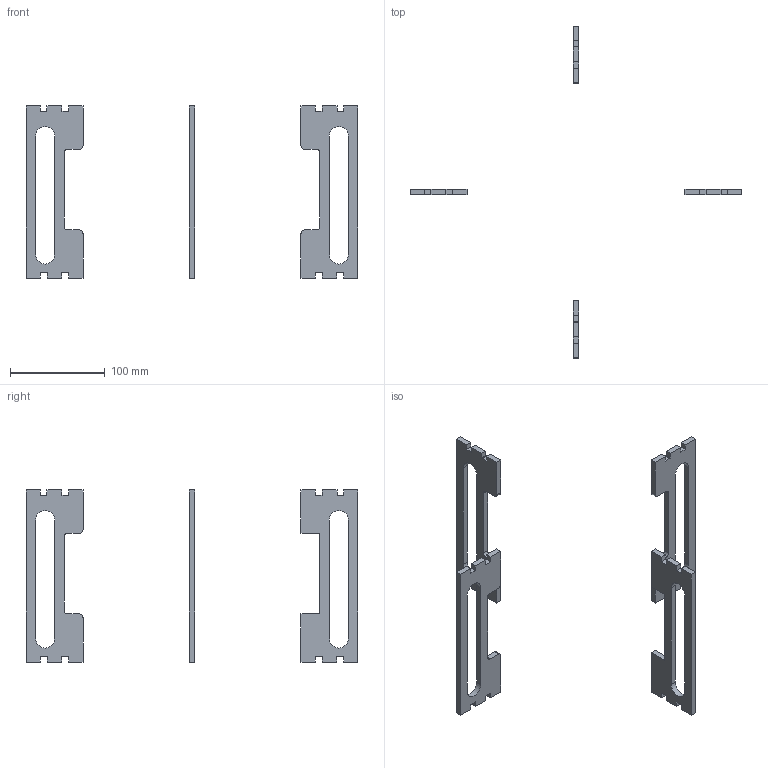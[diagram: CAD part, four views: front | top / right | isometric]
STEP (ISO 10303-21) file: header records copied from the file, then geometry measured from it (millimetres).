
FILE_DESCRIPTION(/* description */ (''),/* implementation_level */ '2;1');
FILE_NAME(/* name */ '',/* time_stamp */ '2025-02-10T18:11:29+03:00',/* author */ (''),/* organization */ (''),/* preprocessor_version */ 'ST-DEVELOPER v20',/* originating_system */ 'Autodesk Translation Framework v13.14.0.145',/* authorisation */ '');
FILE_SCHEMA (('AUTOMOTIVE_DESIGN { 1 0 10303 214 3 1 1 }'));
Length unit declared in the file: millimetre
Products named in the file (1): опорные балки
Bounding box: 350 x 350 x 182 mm (x, y, z)
Volume: 149492.3 mm3; surface area: 70942 mm2
Topology: 4 solids, 4 shells, 136 faces, 400 edges, 272 vertices
Faces by surface type: plane 112, cylinder 24
Entity records: 4546 total; most frequent: CARTESIAN_POINT 809, ORIENTED_EDGE 800, DIRECTION 722, EDGE_CURVE 400, LINE 352, VECTOR 352, VERTEX_POINT 272, AXIS2_PLACEMENT_3D 185
